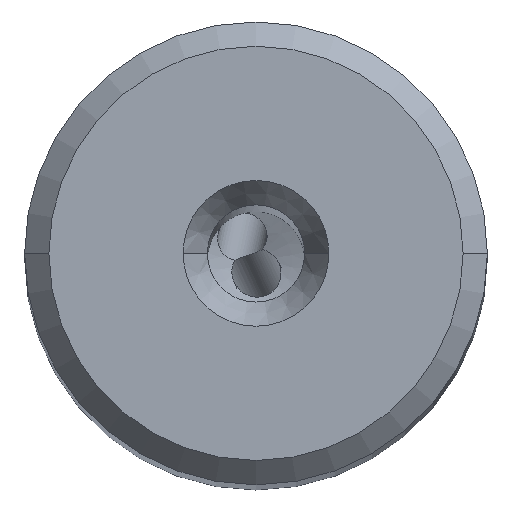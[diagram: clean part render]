
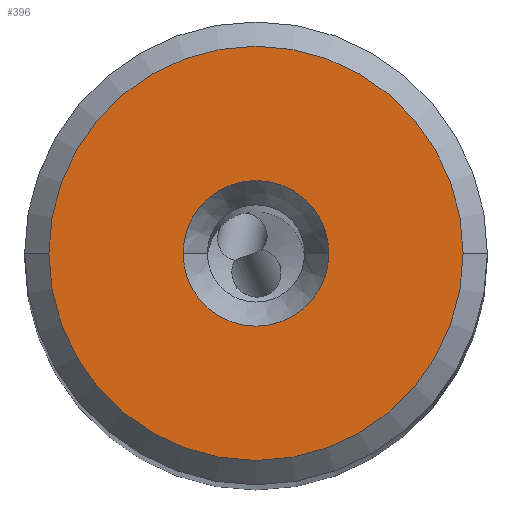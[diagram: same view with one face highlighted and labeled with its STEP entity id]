
A CAD part, top view. The second image highlights one B-rep face of the part: STEP entity #396.
In plain terms, the highlighted planar face has unit normal (0, 0, 1).
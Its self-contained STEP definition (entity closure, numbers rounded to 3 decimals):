
#129=PLANE('',#3718);
#396=ADVANCED_FACE('',(#600,#601),#129,.T.);
#600=FACE_BOUND('',#678,.T.);
#601=FACE_BOUND('',#679,.T.);
#678=EDGE_LOOP('',(#1729,#1730,#1731,#1732));
#679=EDGE_LOOP('',(#1733,#1734));
#845=CIRCLE('',#3711,3.);
#846=CIRCLE('',#3713,8.525);
#847=CIRCLE('',#3714,8.525);
#848=CIRCLE('',#3715,8.525);
#849=CIRCLE('',#3716,8.525);
#850=CIRCLE('',#3717,3.);
#1729=ORIENTED_EDGE('',*,*,#2969,.F.);
#1730=ORIENTED_EDGE('',*,*,#2970,.F.);
#1731=ORIENTED_EDGE('',*,*,#2971,.F.);
#1732=ORIENTED_EDGE('',*,*,#2972,.F.);
#1733=ORIENTED_EDGE('',*,*,#2973,.F.);
#1734=ORIENTED_EDGE('',*,*,#2968,.F.);
#2547=VERTEX_POINT('',#7311);
#2548=VERTEX_POINT('',#7313);
#2549=VERTEX_POINT('',#7317);
#2550=VERTEX_POINT('',#7318);
#2551=VERTEX_POINT('',#7320);
#2552=VERTEX_POINT('',#7322);
#2968=EDGE_CURVE('',#2548,#2547,#845,.T.);
#2969=EDGE_CURVE('',#2549,#2550,#846,.T.);
#2970=EDGE_CURVE('',#2551,#2549,#847,.T.);
#2971=EDGE_CURVE('',#2552,#2551,#848,.T.);
#2972=EDGE_CURVE('',#2550,#2552,#849,.T.);
#2973=EDGE_CURVE('',#2547,#2548,#850,.T.);
#3711=AXIS2_PLACEMENT_3D('',#7314,#4295,#4296);
#3713=AXIS2_PLACEMENT_3D('',#7316,#4299,#4300);
#3714=AXIS2_PLACEMENT_3D('',#7319,#4301,#4302);
#3715=AXIS2_PLACEMENT_3D('',#7321,#4303,#4304);
#3716=AXIS2_PLACEMENT_3D('',#7323,#4305,#4306);
#3717=AXIS2_PLACEMENT_3D('',#7324,#4307,#4308);
#3718=AXIS2_PLACEMENT_3D('',#7325,#4309,#4310);
#4295=DIRECTION('',(0.,0.,1.));
#4296=DIRECTION('',(-1.,0.,0.));
#4299=DIRECTION('',(0.,0.,-1.));
#4300=DIRECTION('',(0.,1.,0.));
#4301=DIRECTION('',(0.,0.,-1.));
#4302=DIRECTION('',(-1.,0.,0.));
#4303=DIRECTION('',(0.,0.,-1.));
#4304=DIRECTION('',(0.,-1.,0.));
#4305=DIRECTION('',(0.,0.,-1.));
#4306=DIRECTION('',(1.,0.,0.));
#4307=DIRECTION('',(0.,0.,1.));
#4308=DIRECTION('',(1.,0.,0.));
#4309=DIRECTION('',(0.,0.,1.));
#4310=DIRECTION('',(1.,0.,0.));
#7311=CARTESIAN_POINT('',(3.,0.,0.));
#7313=CARTESIAN_POINT('',(-3.,0.,0.));
#7314=CARTESIAN_POINT('',(0.,0.,0.));
#7316=CARTESIAN_POINT('',(0.,0.,0.));
#7317=CARTESIAN_POINT('',(0.,8.525,0.));
#7318=CARTESIAN_POINT('',(8.525,0.,0.));
#7319=CARTESIAN_POINT('',(0.,0.,0.));
#7320=CARTESIAN_POINT('',(-8.525,0.,0.));
#7321=CARTESIAN_POINT('',(0.,0.,0.));
#7322=CARTESIAN_POINT('',(0.,-8.525,0.));
#7323=CARTESIAN_POINT('',(0.,0.,0.));
#7324=CARTESIAN_POINT('',(0.,0.,0.));
#7325=CARTESIAN_POINT('',(0.,0.,0.));
